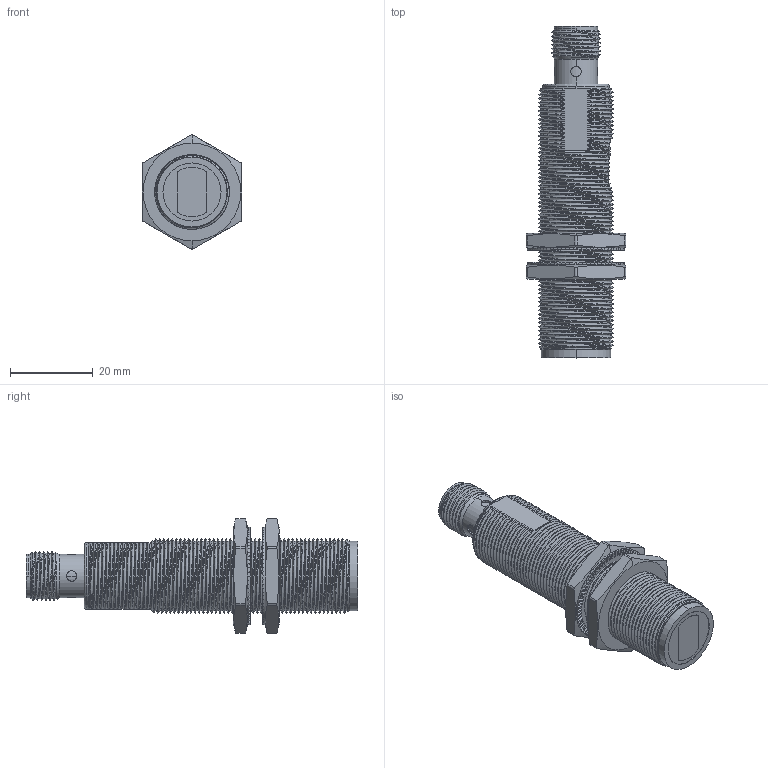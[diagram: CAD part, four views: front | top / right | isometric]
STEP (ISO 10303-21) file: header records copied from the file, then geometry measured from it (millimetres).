
FILE_DESCRIPTION((''),'2;1');
FILE_NAME('OM18-K100-200_ASM_32_ASM','2021-09-23T',('hongwei.cui'),(''),'PRO/ENGINEER BY PARAMETRIC TECHNOLOGY CORPORATION, 2011490','PRO/ENGINEER BY PARAMETRIC TECHNOLOGY CORPORATION, 2011490','');
FILE_SCHEMA(('CONFIG_CONTROL_DESIGN'));
Products named in the file (3): PRT0015; M18-MU_5; OM18-K100-200_ASM_32_ASM
Assembly tree (3 placements, depth 2):
  OM18-K100-200_ASM_32_ASM
    PRT0015
    M18-MU_5  x2
Bounding box: 24 x 80 x 27.56 mm (x, y, z)
Volume: 17800.3 mm3; surface area: 11388.7 mm2
Topology: 3 solids, 7 shells, 943 faces, 2834 edges, 1919 vertices
Faces by surface type: plane 532, cylinder 234, bspline 137, cone 26, torus 12, revolution 2
Entity records: 46120 total; most frequent: CARTESIAN_POINT 25008, ORIENTED_EDGE 4194, DIRECTION 2770, EDGE_CURVE 2097, VERTEX_POINT 1423, AXIS2_PLACEMENT_3D 1050, B_SPLINE_CURVE_WITH_KNOTS 1028, PRESENTATION_STYLE_ASSIGNMENT 993
